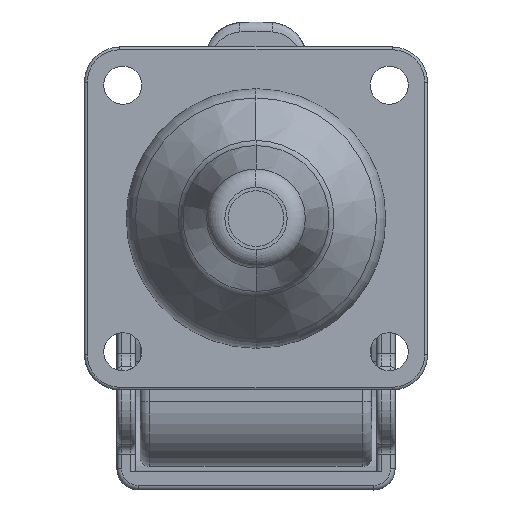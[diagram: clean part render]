
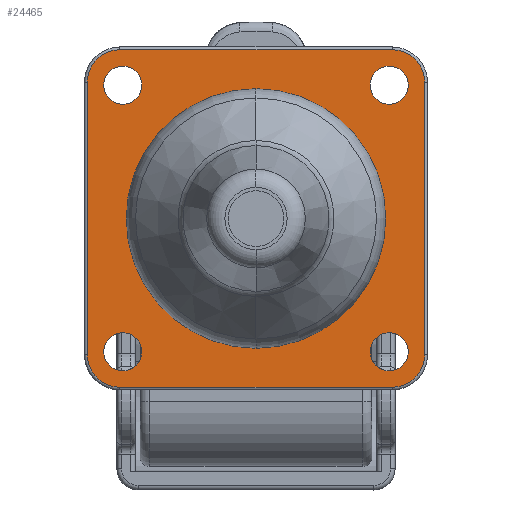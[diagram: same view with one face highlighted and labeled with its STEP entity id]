
A CAD part, front view. The second image highlights one B-rep face of the part: STEP entity #24465.
In plain terms, the highlighted planar face has unit normal (0, -1, 0).
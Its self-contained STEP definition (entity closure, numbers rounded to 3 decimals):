
#2013=CARTESIAN_POINT('',(-14.7,13.7,-14.7));
#2014=DIRECTION('',(0.,1.,0.));
#2015=DIRECTION('',(0.,0.,-1.));
#2016=AXIS2_PLACEMENT_3D('',#2013,#2014,#2015);
#2018=CARTESIAN_POINT('',(-14.7,13.7,14.7));
#2019=DIRECTION('',(0.,1.,0.));
#2020=DIRECTION('',(-1.,0.,0.));
#2021=AXIS2_PLACEMENT_3D('',#2018,#2019,#2020);
#2023=CARTESIAN_POINT('',(14.7,13.7,14.7));
#2024=DIRECTION('',(0.,1.,0.));
#2025=DIRECTION('',(0.,0.,1.));
#2026=AXIS2_PLACEMENT_3D('',#2023,#2024,#2025);
#2028=CARTESIAN_POINT('',(14.7,13.7,-14.7));
#2029=DIRECTION('',(0.,1.,0.));
#2030=DIRECTION('',(1.,0.,0.));
#2031=AXIS2_PLACEMENT_3D('',#2028,#2029,#2030);
#2033=CARTESIAN_POINT('',(14.375,13.7,14.375));
#2034=DIRECTION('',(0.,-1.,0.));
#2035=DIRECTION('',(-1.,0.,0.));
#2036=AXIS2_PLACEMENT_3D('',#2033,#2034,#2035);
#2038=CARTESIAN_POINT('',(14.375,13.7,14.375));
#2039=DIRECTION('',(0.,-1.,0.));
#2040=DIRECTION('',(1.,0.,0.));
#2041=AXIS2_PLACEMENT_3D('',#2038,#2039,#2040);
#2043=CARTESIAN_POINT('',(-14.375,13.7,14.375));
#2044=DIRECTION('',(0.,-1.,0.));
#2045=DIRECTION('',(-1.,0.,0.));
#2046=AXIS2_PLACEMENT_3D('',#2043,#2044,#2045);
#2048=CARTESIAN_POINT('',(-14.375,13.7,14.375));
#2049=DIRECTION('',(0.,-1.,0.));
#2050=DIRECTION('',(1.,0.,0.));
#2051=AXIS2_PLACEMENT_3D('',#2048,#2049,#2050);
#2053=CARTESIAN_POINT('',(14.375,13.7,-14.375));
#2054=DIRECTION('',(0.,-1.,0.));
#2055=DIRECTION('',(-1.,0.,0.));
#2056=AXIS2_PLACEMENT_3D('',#2053,#2054,#2055);
#2058=CARTESIAN_POINT('',(14.375,13.7,-14.375));
#2059=DIRECTION('',(0.,-1.,0.));
#2060=DIRECTION('',(1.,0.,0.));
#2061=AXIS2_PLACEMENT_3D('',#2058,#2059,#2060);
#2063=CARTESIAN_POINT('',(-14.375,13.7,-14.375));
#2064=DIRECTION('',(0.,-1.,0.));
#2065=DIRECTION('',(-1.,0.,0.));
#2066=AXIS2_PLACEMENT_3D('',#2063,#2064,#2065);
#2068=CARTESIAN_POINT('',(-14.375,13.7,-14.375));
#2069=DIRECTION('',(0.,-1.,0.));
#2070=DIRECTION('',(1.,0.,0.));
#2071=AXIS2_PLACEMENT_3D('',#2068,#2069,#2070);
#2073=CARTESIAN_POINT('',(0.,13.7,0.));
#2074=DIRECTION('',(0.,-1.,0.));
#2075=DIRECTION('',(0.,0.,1.));
#2076=AXIS2_PLACEMENT_3D('',#2073,#2074,#2075);
#2078=CARTESIAN_POINT('',(0.,13.7,0.));
#2079=DIRECTION('',(0.,-1.,0.));
#2080=DIRECTION('',(0.,0.,-1.));
#2081=AXIS2_PLACEMENT_3D('',#2078,#2079,#2080);
#2098=DIRECTION('',(1.,0.,0.));
#2099=VECTOR('',#2098,29.4);
#2100=CARTESIAN_POINT('',(-14.7,13.7,-18.2));
#2101=LINE('',#2100,#2099);
#2121=DIRECTION('',(0.,0.,1.));
#2122=VECTOR('',#2121,29.4);
#2123=CARTESIAN_POINT('',(18.2,13.7,-14.7));
#2124=LINE('',#2123,#2122);
#2144=DIRECTION('',(-1.,0.,0.));
#2145=VECTOR('',#2144,29.4);
#2146=CARTESIAN_POINT('',(14.7,13.7,18.2));
#2147=LINE('',#2146,#2145);
#2167=DIRECTION('',(0.,0.,-1.));
#2168=VECTOR('',#2167,29.4);
#2169=CARTESIAN_POINT('',(-18.2,13.7,14.7));
#2170=LINE('',#2169,#2168);
#18010=CARTESIAN_POINT('',(-14.7,13.7,-18.2));
#18011=CARTESIAN_POINT('',(-18.2,13.7,-14.7));
#18012=VERTEX_POINT('',#18010);
#18013=VERTEX_POINT('',#18011);
#18014=CARTESIAN_POINT('',(-18.2,13.7,14.7));
#18015=VERTEX_POINT('',#18014);
#18016=CARTESIAN_POINT('',(-14.7,13.7,18.2));
#18017=VERTEX_POINT('',#18016);
#18018=CARTESIAN_POINT('',(14.7,13.7,18.2));
#18019=VERTEX_POINT('',#18018);
#18020=CARTESIAN_POINT('',(18.2,13.7,14.7));
#18021=VERTEX_POINT('',#18020);
#18022=CARTESIAN_POINT('',(18.2,13.7,-14.7));
#18023=VERTEX_POINT('',#18022);
#18024=CARTESIAN_POINT('',(14.7,13.7,-18.2));
#18025=VERTEX_POINT('',#18024);
#18026=CARTESIAN_POINT('',(12.325,13.7,14.375));
#18027=CARTESIAN_POINT('',(16.425,13.7,14.375));
#18028=VERTEX_POINT('',#18026);
#18029=VERTEX_POINT('',#18027);
#18030=CARTESIAN_POINT('',(-16.425,13.7,14.375));
#18031=CARTESIAN_POINT('',(-12.325,13.7,14.375));
#18032=VERTEX_POINT('',#18030);
#18033=VERTEX_POINT('',#18031);
#18034=CARTESIAN_POINT('',(12.325,13.7,-14.375));
#18035=CARTESIAN_POINT('',(16.425,13.7,-14.375));
#18036=VERTEX_POINT('',#18034);
#18037=VERTEX_POINT('',#18035);
#18038=CARTESIAN_POINT('',(-16.425,13.7,-14.375));
#18039=CARTESIAN_POINT('',(-12.325,13.7,-14.375));
#18040=VERTEX_POINT('',#18038);
#18041=VERTEX_POINT('',#18039);
#22744=CARTESIAN_POINT('',(0.,13.7,14.));
#22745=CARTESIAN_POINT('',(0.,13.7,-14.));
#22746=VERTEX_POINT('',#22744);
#22747=VERTEX_POINT('',#22745);
#24413=CARTESIAN_POINT('',(0.,13.7,0.));
#24414=DIRECTION('',(0.,-1.,0.));
#24415=DIRECTION('',(1.,0.,0.));
#24416=AXIS2_PLACEMENT_3D('',#24413,#24414,#24415);
#24417=PLANE('',#24416);
#24419=ORIENTED_EDGE('',*,*,#24418,.T.);
#24421=ORIENTED_EDGE('',*,*,#24420,.F.);
#24423=ORIENTED_EDGE('',*,*,#24422,.T.);
#24425=ORIENTED_EDGE('',*,*,#24424,.F.);
#24427=ORIENTED_EDGE('',*,*,#24426,.T.);
#24429=ORIENTED_EDGE('',*,*,#24428,.F.);
#24431=ORIENTED_EDGE('',*,*,#24430,.T.);
#24433=ORIENTED_EDGE('',*,*,#24432,.F.);
#24434=EDGE_LOOP('',(#24419,#24421,#24423,#24425,#24427,#24429,#24431,#24433));
#24435=FACE_OUTER_BOUND('',#24434,.F.);
#24437=ORIENTED_EDGE('',*,*,#24436,.T.);
#24439=ORIENTED_EDGE('',*,*,#24438,.T.);
#24440=EDGE_LOOP('',(#24437,#24439));
#24441=FACE_BOUND('',#24440,.F.);
#24443=ORIENTED_EDGE('',*,*,#24442,.T.);
#24445=ORIENTED_EDGE('',*,*,#24444,.T.);
#24446=EDGE_LOOP('',(#24443,#24445));
#24447=FACE_BOUND('',#24446,.F.);
#24449=ORIENTED_EDGE('',*,*,#24448,.T.);
#24451=ORIENTED_EDGE('',*,*,#24450,.T.);
#24452=EDGE_LOOP('',(#24449,#24451));
#24453=FACE_BOUND('',#24452,.F.);
#24455=ORIENTED_EDGE('',*,*,#24454,.T.);
#24457=ORIENTED_EDGE('',*,*,#24456,.T.);
#24458=EDGE_LOOP('',(#24455,#24457));
#24459=FACE_BOUND('',#24458,.F.);
#24460=ORIENTED_EDGE('',*,*,#24403,.T.);
#24462=ORIENTED_EDGE('',*,*,#24461,.T.);
#24463=EDGE_LOOP('',(#24460,#24462));
#24464=FACE_BOUND('',#24463,.F.);
#24465=ADVANCED_FACE('',(#24435,#24441,#24447,#24453,#24459,#24464),#24417,.T.);
#2017=CIRCLE('',#2016,3.5);
#2022=CIRCLE('',#2021,3.5);
#2027=CIRCLE('',#2026,3.5);
#2032=CIRCLE('',#2031,3.5);
#2037=CIRCLE('',#2036,2.05);
#2042=CIRCLE('',#2041,2.05);
#2047=CIRCLE('',#2046,2.05);
#2052=CIRCLE('',#2051,2.05);
#2057=CIRCLE('',#2056,2.05);
#2062=CIRCLE('',#2061,2.05);
#2067=CIRCLE('',#2066,2.05);
#2072=CIRCLE('',#2071,2.05);
#2077=CIRCLE('',#2076,14.);
#2082=CIRCLE('',#2081,14.);
#24403=EDGE_CURVE('',#22746,#22747,#2077,.T.);
#24418=EDGE_CURVE('',#18012,#18013,#2017,.T.);
#24420=EDGE_CURVE('',#18015,#18013,#2170,.T.);
#24422=EDGE_CURVE('',#18015,#18017,#2022,.T.);
#24424=EDGE_CURVE('',#18019,#18017,#2147,.T.);
#24426=EDGE_CURVE('',#18019,#18021,#2027,.T.);
#24428=EDGE_CURVE('',#18023,#18021,#2124,.T.);
#24430=EDGE_CURVE('',#18023,#18025,#2032,.T.);
#24432=EDGE_CURVE('',#18012,#18025,#2101,.T.);
#24436=EDGE_CURVE('',#18028,#18029,#2037,.T.);
#24438=EDGE_CURVE('',#18029,#18028,#2042,.T.);
#24442=EDGE_CURVE('',#18032,#18033,#2047,.T.);
#24444=EDGE_CURVE('',#18033,#18032,#2052,.T.);
#24448=EDGE_CURVE('',#18036,#18037,#2057,.T.);
#24450=EDGE_CURVE('',#18037,#18036,#2062,.T.);
#24454=EDGE_CURVE('',#18040,#18041,#2067,.T.);
#24456=EDGE_CURVE('',#18041,#18040,#2072,.T.);
#24461=EDGE_CURVE('',#22747,#22746,#2082,.T.);
